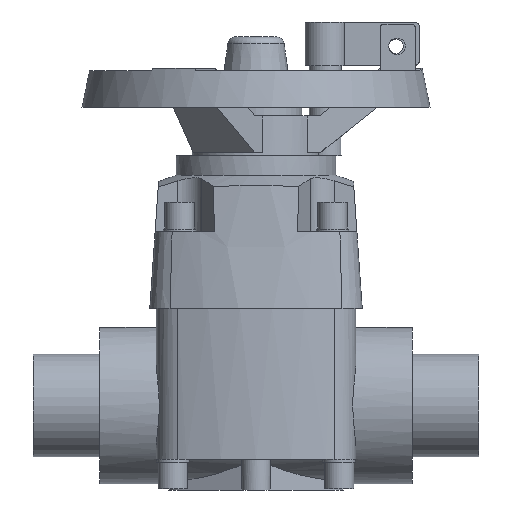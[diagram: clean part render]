
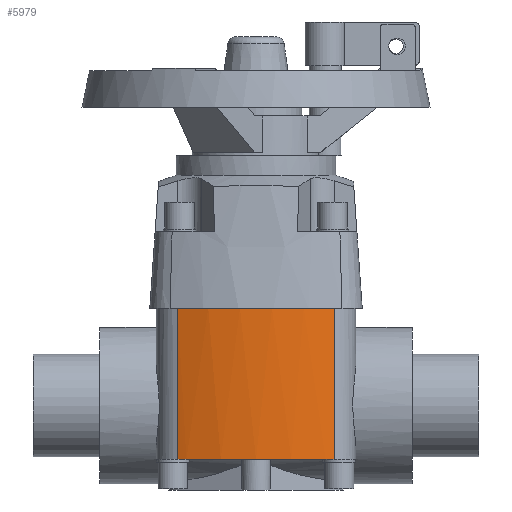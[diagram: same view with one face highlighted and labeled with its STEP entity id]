
A CAD part, front view. The second image highlights one B-rep face of the part: STEP entity #5979.
In plain terms, the highlighted cylindrical face has radius 85.8 mm (diameter 171.6 mm), a partial arc.
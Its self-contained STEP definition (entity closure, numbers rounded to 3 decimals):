
#1741=CARTESIAN_POINT('',(-27.182,-38.48,-21.003));
#1742=VERTEX_POINT('',#1741);
#1871=CARTESIAN_POINT('',(27.182,-38.48,-21.003));
#1872=VERTEX_POINT('',#1871);
#4342=CARTESIAN_POINT('',(30.643,-37.241,-21.003));
#4343=VERTEX_POINT('',#4342);
#4344=CARTESIAN_POINT('',(0.0,42.9,-21.003));
#4345=DIRECTION('',(0.0,0.0,1.0));
#4346=DIRECTION('',(0.357,-0.934,0.0));
#4347=AXIS2_PLACEMENT_3D('',#4344,#4345,#4346);
#4348=CIRCLE('',#4347,85.8);
#4349=EDGE_CURVE('',#1872,#4343,#4348,.T.);
#4434=CARTESIAN_POINT('',(-30.643,-37.241,-21.003));
#4435=VERTEX_POINT('',#4434);
#4444=CARTESIAN_POINT('',(0.0,42.9,-21.003));
#4445=DIRECTION('',(0.0,0.0,1.0));
#4446=DIRECTION('',(0.357,-0.934,0.0));
#4447=AXIS2_PLACEMENT_3D('',#4444,#4445,#4446);
#4448=CIRCLE('',#4447,85.8);
#4449=EDGE_CURVE('',#4435,#1742,#4448,.T.);
#4615=CARTESIAN_POINT('',(0.0,42.9,-21.003));
#4616=DIRECTION('',(0.0,0.0,1.0));
#4617=DIRECTION('',(0.357,-0.934,0.0));
#4618=AXIS2_PLACEMENT_3D('',#4615,#4616,#4617);
#4619=CIRCLE('',#4618,85.8);
#4620=EDGE_CURVE('',#1742,#1872,#4619,.T.);
#4931=CARTESIAN_POINT('',(-30.643,-37.241,38.05));
#4932=VERTEX_POINT('',#4931);
#4940=CARTESIAN_POINT('',(30.643,-37.241,38.05));
#4941=VERTEX_POINT('',#4940);
#4942=CARTESIAN_POINT('',(0.0,42.9,38.05));
#4943=DIRECTION('',(0.0,0.0,-1.0));
#4944=DIRECTION('',(0.357,-0.934,0.0));
#4945=AXIS2_PLACEMENT_3D('',#4942,#4943,#4944);
#4946=CIRCLE('',#4945,85.8);
#4947=EDGE_CURVE('',#4941,#4932,#4946,.T.);
#5950=CARTESIAN_POINT('',(-30.643,-37.241,38.05));
#5951=DIRECTION('',(0.0,0.0,-1.0));
#5952=VECTOR('',#5951,59.053);
#5953=LINE('',#5950,#5952);
#5954=EDGE_CURVE('',#4932,#4435,#5953,.T.);
#5961=CARTESIAN_POINT('',(0.0,42.9,38.05));
#5962=DIRECTION('',(0.0,0.0,-1.0));
#5963=DIRECTION('',(0.357,-0.934,0.0));
#5964=AXIS2_PLACEMENT_3D('',#5961,#5962,#5963);
#5965=CYLINDRICAL_SURFACE('',#5964,85.8);
#5966=ORIENTED_EDGE('',*,*,#4449,.T.);
#5967=ORIENTED_EDGE('',*,*,#4620,.T.);
#5968=ORIENTED_EDGE('',*,*,#4349,.T.);
#5969=CARTESIAN_POINT('',(30.643,-37.241,38.05));
#5970=DIRECTION('',(0.0,0.0,-1.0));
#5971=VECTOR('',#5970,59.053);
#5972=LINE('',#5969,#5971);
#5973=EDGE_CURVE('',#4941,#4343,#5972,.T.);
#5974=ORIENTED_EDGE('',*,*,#5973,.F.);
#5975=ORIENTED_EDGE('',*,*,#4947,.T.);
#5976=ORIENTED_EDGE('',*,*,#5954,.T.);
#5977=EDGE_LOOP('',(#5966,#5967,#5968,#5974,#5975,#5976));
#5978=FACE_OUTER_BOUND('',#5977,.T.);
#5979=ADVANCED_FACE('',(#5978),#5965,.T.);
